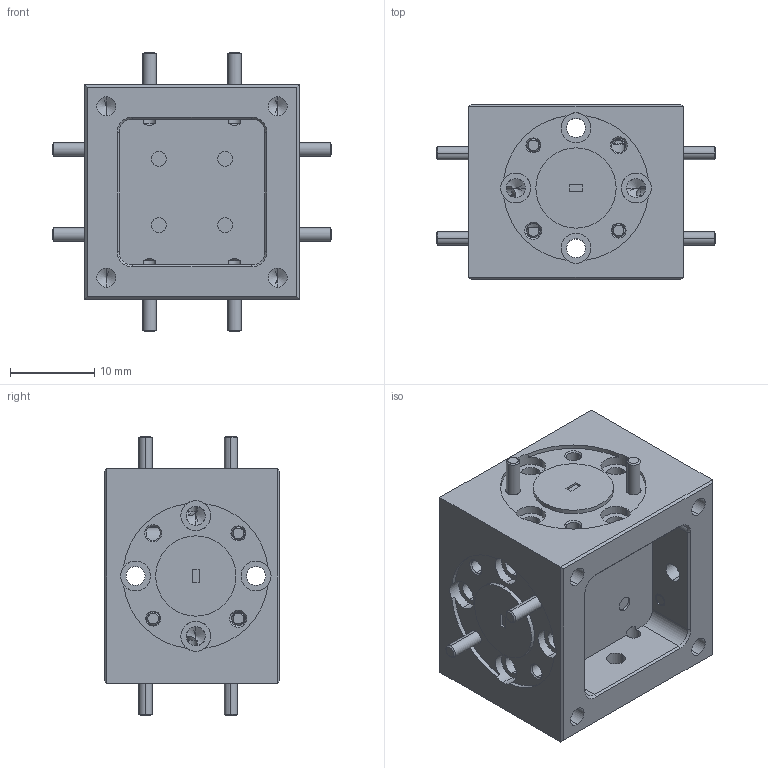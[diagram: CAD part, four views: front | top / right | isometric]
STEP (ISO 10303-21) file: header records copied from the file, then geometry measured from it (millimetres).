
FILE_DESCRIPTION (( 'STEP AP203' ), '1' );
FILE_NAME ('WX-BD-4-F4-A.STEP', '2023-03-28T22:34:47', ( '' ), ( '' ), 'SwSTEP 2.0', 'SolidWorks 2021', '' );
FILE_SCHEMA (( 'CONFIG_CONTROL_DESIGN' ));
Length unit declared in the file: inch
Products named in the file (1): WX-BD-4-F4-A
Bounding box: 33.15 x 20.75 x 33.15 mm (x, y, z)
Volume: 8696.4 mm3; surface area: 6254.1 mm2
Topology: 21 solids, 21 shells, 708 faces, 1568 edges, 928 vertices
Faces by surface type: cone 240, cylinder 240, plane 228
Entity records: 19759 total; most frequent: CARTESIAN_POINT 3821, DIRECTION 3558, ORIENTED_EDGE 3072, EDGE_CURVE 1536, AXIS2_PLACEMENT_3D 1433, VERTEX_POINT 928, EDGE_LOOP 822, CIRCLE 724
